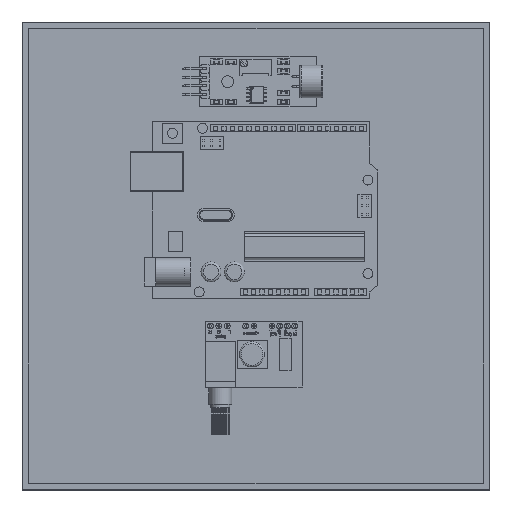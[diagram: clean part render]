
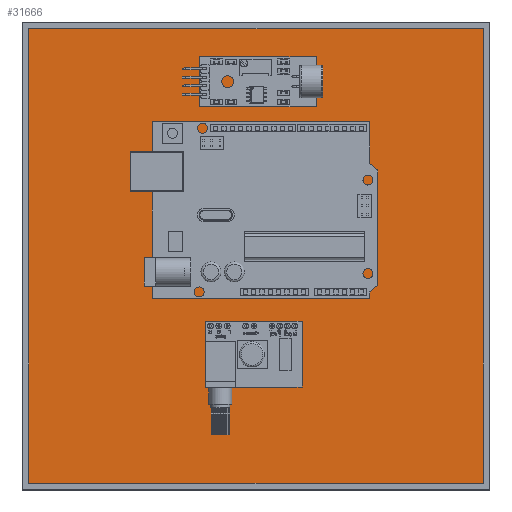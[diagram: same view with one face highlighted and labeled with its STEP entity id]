
A CAD part, top view. The second image highlights one B-rep face of the part: STEP entity #31666.
In plain terms, the highlighted planar face has unit normal (0, 0, 1).
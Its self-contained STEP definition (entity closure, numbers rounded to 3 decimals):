
#2598=PLANE('',#34156);
#6029=LINE('',#60818,#9138);
#6033=LINE('',#60826,#9142);
#6036=LINE('',#60832,#9145);
#6039=LINE('',#60837,#9148);
#9138=VECTOR('',#41941,10.);
#9142=VECTOR('',#41947,10.);
#9145=VECTOR('',#41952,10.);
#9148=VECTOR('',#41957,10.);
#11306=FACE_OUTER_BOUND('',#13311,.T.);
#13311=EDGE_LOOP('',(#29740,#29741,#29742,#29743));
#16609=VERTEX_POINT('',#60816);
#16610=VERTEX_POINT('',#60817);
#16613=VERTEX_POINT('',#60825);
#16615=VERTEX_POINT('',#60831);
#20984=EDGE_CURVE('',#16609,#16610,#6029,.F.);
#20988=EDGE_CURVE('',#16613,#16609,#6033,.F.);
#20991=EDGE_CURVE('',#16615,#16613,#6036,.F.);
#20994=EDGE_CURVE('',#16610,#16615,#6039,.F.);
#29740=ORIENTED_EDGE('',*,*,#20994,.T.);
#29741=ORIENTED_EDGE('',*,*,#20991,.T.);
#29742=ORIENTED_EDGE('',*,*,#20988,.T.);
#29743=ORIENTED_EDGE('',*,*,#20984,.T.);
#31666=ADVANCED_FACE('',(#11306),#2598,.T.);
#34156=AXIS2_PLACEMENT_3D('',#60839,#41959,#41960);
#41941=DIRECTION('',(1.,0.,0.));
#41947=DIRECTION('',(0.,-1.,0.));
#41952=DIRECTION('',(-1.,0.,0.));
#41957=DIRECTION('',(0.,1.,0.));
#41959=DIRECTION('center_axis',(0.,0.,1.));
#41960=DIRECTION('ref_axis',(1.,0.,0.));
#60816=CARTESIAN_POINT('',(188.,168.,2.));
#60817=CARTESIAN_POINT('',(52.,168.,2.));
#60818=CARTESIAN_POINT('',(155.,168.,2.));
#60825=CARTESIAN_POINT('',(188.,32.,2.));
#60826=CARTESIAN_POINT('',(188.,65.,2.));
#60831=CARTESIAN_POINT('',(52.,32.,2.));
#60832=CARTESIAN_POINT('',(85.,32.,2.));
#60837=CARTESIAN_POINT('',(52.,135.,2.));
#60839=CARTESIAN_POINT('Origin',(120.,100.,2.));
